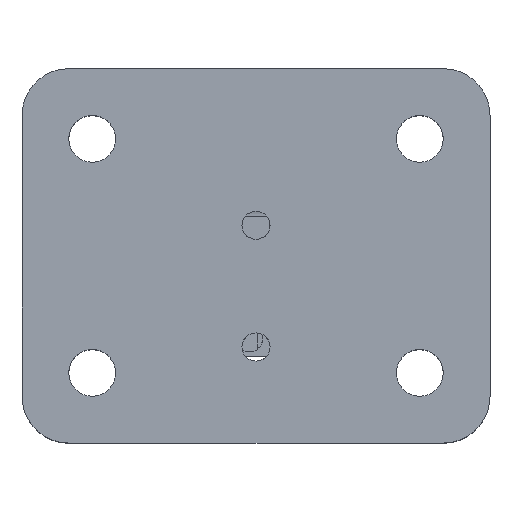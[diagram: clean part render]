
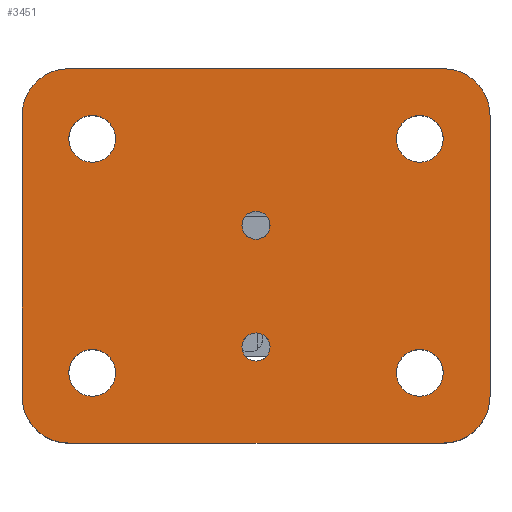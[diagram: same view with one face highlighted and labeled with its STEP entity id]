
A CAD part, top view. The second image highlights one B-rep face of the part: STEP entity #3451.
In plain terms, the highlighted planar face has unit normal (0, 0, 1).
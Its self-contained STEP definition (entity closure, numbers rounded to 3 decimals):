
#84=CIRCLE('',#3739,5.);
#85=CIRCLE('',#3740,5.);
#86=CIRCLE('',#3741,5.);
#87=CIRCLE('',#3742,5.);
#88=CIRCLE('',#3743,1.5);
#89=CIRCLE('',#3744,1.5);
#90=CIRCLE('',#3745,2.5);
#91=CIRCLE('',#3746,2.5);
#92=CIRCLE('',#3747,2.5);
#93=CIRCLE('',#3748,2.5);
#158=FACE_BOUND('',#617,.T.);
#159=FACE_BOUND('',#618,.T.);
#160=FACE_BOUND('',#619,.T.);
#161=FACE_BOUND('',#620,.T.);
#162=FACE_BOUND('',#621,.T.);
#163=FACE_BOUND('',#622,.T.);
#267=PLANE('',#3738);
#414=FACE_OUTER_BOUND('',#616,.T.);
#616=EDGE_LOOP('',(#2897,#2898,#2899,#2900,#2901,#2902,#2903,#2904));
#617=EDGE_LOOP('',(#2905));
#618=EDGE_LOOP('',(#2906));
#619=EDGE_LOOP('',(#2907));
#620=EDGE_LOOP('',(#2908));
#621=EDGE_LOOP('',(#2909));
#622=EDGE_LOOP('',(#2910));
#1002=LINE('',#5551,#1363);
#1003=LINE('',#5555,#1364);
#1004=LINE('',#5559,#1365);
#1005=LINE('',#5562,#1366);
#1363=VECTOR('',#4503,10.);
#1364=VECTOR('',#4506,10.);
#1365=VECTOR('',#4509,10.);
#1366=VECTOR('',#4512,10.);
#1667=VERTEX_POINT('',#5547);
#1668=VERTEX_POINT('',#5548);
#1669=VERTEX_POINT('',#5550);
#1670=VERTEX_POINT('',#5552);
#1671=VERTEX_POINT('',#5554);
#1672=VERTEX_POINT('',#5556);
#1673=VERTEX_POINT('',#5558);
#1674=VERTEX_POINT('',#5560);
#1675=VERTEX_POINT('',#5563);
#1676=VERTEX_POINT('',#5565);
#1677=VERTEX_POINT('',#5567);
#1678=VERTEX_POINT('',#5569);
#1679=VERTEX_POINT('',#5571);
#1680=VERTEX_POINT('',#5573);
#2095=EDGE_CURVE('',#1667,#1668,#84,.T.);
#2096=EDGE_CURVE('',#1669,#1667,#1002,.T.);
#2097=EDGE_CURVE('',#1670,#1669,#85,.T.);
#2098=EDGE_CURVE('',#1671,#1670,#1003,.T.);
#2099=EDGE_CURVE('',#1672,#1671,#86,.T.);
#2100=EDGE_CURVE('',#1673,#1672,#1004,.T.);
#2101=EDGE_CURVE('',#1674,#1673,#87,.T.);
#2102=EDGE_CURVE('',#1668,#1674,#1005,.T.);
#2103=EDGE_CURVE('',#1675,#1675,#88,.T.);
#2104=EDGE_CURVE('',#1676,#1676,#89,.T.);
#2105=EDGE_CURVE('',#1677,#1677,#90,.T.);
#2106=EDGE_CURVE('',#1678,#1678,#91,.T.);
#2107=EDGE_CURVE('',#1679,#1679,#92,.T.);
#2108=EDGE_CURVE('',#1680,#1680,#93,.T.);
#2897=ORIENTED_EDGE('',*,*,#2095,.F.);
#2898=ORIENTED_EDGE('',*,*,#2096,.F.);
#2899=ORIENTED_EDGE('',*,*,#2097,.F.);
#2900=ORIENTED_EDGE('',*,*,#2098,.F.);
#2901=ORIENTED_EDGE('',*,*,#2099,.F.);
#2902=ORIENTED_EDGE('',*,*,#2100,.F.);
#2903=ORIENTED_EDGE('',*,*,#2101,.F.);
#2904=ORIENTED_EDGE('',*,*,#2102,.F.);
#2905=ORIENTED_EDGE('',*,*,#2103,.F.);
#2906=ORIENTED_EDGE('',*,*,#2104,.F.);
#2907=ORIENTED_EDGE('',*,*,#2105,.F.);
#2908=ORIENTED_EDGE('',*,*,#2106,.F.);
#2909=ORIENTED_EDGE('',*,*,#2107,.F.);
#2910=ORIENTED_EDGE('',*,*,#2108,.F.);
#3451=ADVANCED_FACE('',(#414,#158,#159,#160,#161,#162,#163),#267,.T.);
#3738=AXIS2_PLACEMENT_3D('',#5546,#4499,#4500);
#3739=AXIS2_PLACEMENT_3D('',#5549,#4501,#4502);
#3740=AXIS2_PLACEMENT_3D('',#5553,#4504,#4505);
#3741=AXIS2_PLACEMENT_3D('',#5557,#4507,#4508);
#3742=AXIS2_PLACEMENT_3D('',#5561,#4510,#4511);
#3743=AXIS2_PLACEMENT_3D('',#5564,#4513,#4514);
#3744=AXIS2_PLACEMENT_3D('',#5566,#4515,#4516);
#3745=AXIS2_PLACEMENT_3D('',#5568,#4517,#4518);
#3746=AXIS2_PLACEMENT_3D('',#5570,#4519,#4520);
#3747=AXIS2_PLACEMENT_3D('',#5572,#4521,#4522);
#3748=AXIS2_PLACEMENT_3D('',#5574,#4523,#4524);
#4499=DIRECTION('center_axis',(0.,0.,1.));
#4500=DIRECTION('ref_axis',(1.,0.,0.));
#4501=DIRECTION('center_axis',(0.,0.,-1.));
#4502=DIRECTION('ref_axis',(-0.707,0.707,0.));
#4503=DIRECTION('',(0.,1.,0.));
#4504=DIRECTION('center_axis',(0.,0.,-1.));
#4505=DIRECTION('ref_axis',(-0.707,-0.707,0.));
#4506=DIRECTION('',(-1.,0.,0.));
#4507=DIRECTION('center_axis',(0.,0.,-1.));
#4508=DIRECTION('ref_axis',(0.707,-0.707,0.));
#4509=DIRECTION('',(0.,-1.,0.));
#4510=DIRECTION('center_axis',(0.,0.,-1.));
#4511=DIRECTION('ref_axis',(0.707,0.707,0.));
#4512=DIRECTION('',(1.,0.,0.));
#4513=DIRECTION('center_axis',(0.,0.,1.));
#4514=DIRECTION('ref_axis',(1.,0.,0.));
#4515=DIRECTION('center_axis',(0.,0.,1.));
#4516=DIRECTION('ref_axis',(1.,0.,0.));
#4517=DIRECTION('center_axis',(0.,0.,1.));
#4518=DIRECTION('ref_axis',(1.,0.,0.));
#4519=DIRECTION('center_axis',(0.,0.,1.));
#4520=DIRECTION('ref_axis',(1.,0.,0.));
#4521=DIRECTION('center_axis',(0.,0.,1.));
#4522=DIRECTION('ref_axis',(1.,0.,0.));
#4523=DIRECTION('center_axis',(0.,0.,1.));
#4524=DIRECTION('ref_axis',(1.,0.,0.));
#5546=CARTESIAN_POINT('Origin',(-34.065,9.564,12.989));
#5547=CARTESIAN_POINT('',(-59.065,24.564,12.989));
#5548=CARTESIAN_POINT('',(-54.065,29.564,12.989));
#5549=CARTESIAN_POINT('Origin',(-54.065,24.564,12.989));
#5550=CARTESIAN_POINT('',(-59.065,-5.436,12.989));
#5551=CARTESIAN_POINT('',(-59.065,19.564,12.989));
#5552=CARTESIAN_POINT('',(-54.065,-10.436,12.989));
#5553=CARTESIAN_POINT('Origin',(-54.065,-5.436,12.989));
#5554=CARTESIAN_POINT('',(-14.065,-10.436,12.989));
#5555=CARTESIAN_POINT('',(-46.565,-10.436,12.989));
#5556=CARTESIAN_POINT('',(-9.065,-5.436,12.989));
#5557=CARTESIAN_POINT('Origin',(-14.065,-5.436,12.989));
#5558=CARTESIAN_POINT('',(-9.065,24.564,12.989));
#5559=CARTESIAN_POINT('',(-9.065,-0.436,12.989));
#5560=CARTESIAN_POINT('',(-14.065,29.564,12.989));
#5561=CARTESIAN_POINT('Origin',(-14.065,24.564,12.989));
#5562=CARTESIAN_POINT('',(-21.565,29.564,12.989));
#5563=CARTESIAN_POINT('',(-35.565,12.826,12.989));
#5564=CARTESIAN_POINT('Origin',(-34.065,12.826,12.989));
#5565=CARTESIAN_POINT('',(-35.565,-0.174,12.989));
#5566=CARTESIAN_POINT('Origin',(-34.065,-0.174,12.989));
#5567=CARTESIAN_POINT('',(-19.065,22.064,12.989));
#5568=CARTESIAN_POINT('Origin',(-16.565,22.064,12.989));
#5569=CARTESIAN_POINT('',(-54.065,22.064,12.989));
#5570=CARTESIAN_POINT('Origin',(-51.565,22.064,12.989));
#5571=CARTESIAN_POINT('',(-19.065,-2.936,12.989));
#5572=CARTESIAN_POINT('Origin',(-16.565,-2.936,12.989));
#5573=CARTESIAN_POINT('',(-54.065,-2.936,12.989));
#5574=CARTESIAN_POINT('Origin',(-51.565,-2.936,12.989));
